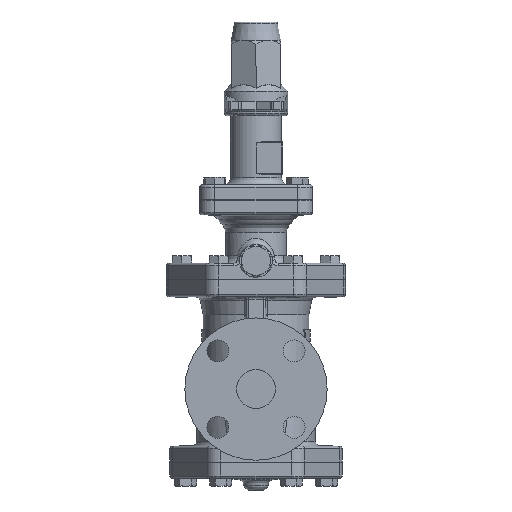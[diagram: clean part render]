
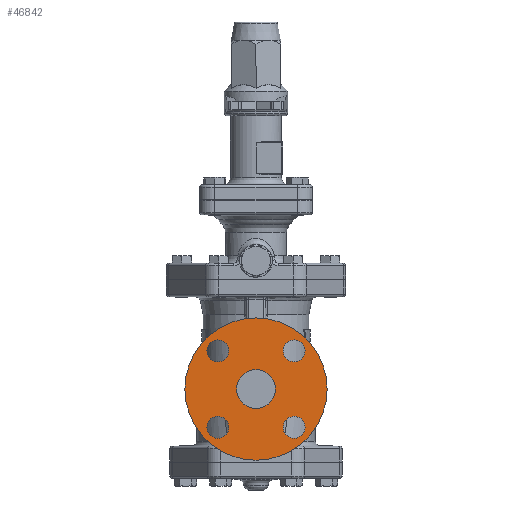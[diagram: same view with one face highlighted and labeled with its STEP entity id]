
A CAD part, left-side view. The second image highlights one B-rep face of the part: STEP entity #46842.
In plain terms, the highlighted planar face has unit normal (-1, 0, 0).
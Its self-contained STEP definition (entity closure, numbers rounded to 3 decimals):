
#45862=CARTESIAN_POINT('',(-103.0,0.,76.0));
#45863=VERTEX_POINT('',#45862);
#45864=CARTESIAN_POINT('',(-103.0,0.0,60.0));
#45865=DIRECTION('',(1.0,0.0,0.0));
#45866=DIRECTION('',(0.0,0.0,-1.0));
#45867=AXIS2_PLACEMENT_3D('',#45864,#45865,#45866);
#45868=CIRCLE('',#45867,16.0);
#45869=EDGE_CURVE('',#45863,#45863,#45868,.T.);
#45908=CARTESIAN_POINT('',(-103.,0.,118.5));
#45909=VERTEX_POINT('',#45908);
#45910=CARTESIAN_POINT('',(-103.0,0.0,60.0));
#45911=DIRECTION('',(1.0,0.0,0.0));
#45912=DIRECTION('',(0.0,0.0,-1.0));
#45913=AXIS2_PLACEMENT_3D('',#45910,#45911,#45912);
#45914=CIRCLE('',#45913,58.5);
#45915=EDGE_CURVE('',#45909,#45909,#45914,.T.);
#45952=CARTESIAN_POINT('',(-103.,40.431,91.431));
#45953=VERTEX_POINT('',#45952);
#45954=CARTESIAN_POINT('',(-103.0,31.431,91.431));
#45955=DIRECTION('',(1.0,0.0,0.0));
#45956=DIRECTION('',(0.0,1.0,0.0));
#45957=AXIS2_PLACEMENT_3D('',#45954,#45955,#45956);
#45958=CIRCLE('',#45957,9.0);
#45959=EDGE_CURVE('',#45953,#45953,#45958,.T.);
#45993=CARTESIAN_POINT('',(-103.,31.431,19.569));
#45994=VERTEX_POINT('',#45993);
#45995=CARTESIAN_POINT('',(-103.0,31.431,28.569));
#45996=DIRECTION('',(1.0,0.0,0.0));
#45997=DIRECTION('',(0.0,0.0,-1.0));
#45998=AXIS2_PLACEMENT_3D('',#45995,#45996,#45997);
#45999=CIRCLE('',#45998,9.0);
#46000=EDGE_CURVE('',#45994,#45994,#45999,.T.);
#46034=CARTESIAN_POINT('',(-103.,-40.431,28.569));
#46035=VERTEX_POINT('',#46034);
#46036=CARTESIAN_POINT('',(-103.0,-31.431,28.569));
#46037=DIRECTION('',(1.0,0.0,0.0));
#46038=DIRECTION('',(0.0,-1.0,0.0));
#46039=AXIS2_PLACEMENT_3D('',#46036,#46037,#46038);
#46040=CIRCLE('',#46039,9.0);
#46041=EDGE_CURVE('',#46035,#46035,#46040,.T.);
#46075=CARTESIAN_POINT('',(-103.,-31.431,100.431));
#46076=VERTEX_POINT('',#46075);
#46077=CARTESIAN_POINT('',(-103.0,-31.431,91.431));
#46078=DIRECTION('',(1.0,0.0,0.0));
#46079=DIRECTION('',(0.0,0.0,1.0));
#46080=AXIS2_PLACEMENT_3D('',#46077,#46078,#46079);
#46081=CIRCLE('',#46080,9.0);
#46082=EDGE_CURVE('',#46076,#46076,#46081,.T.);
#46819=CARTESIAN_POINT('',(-103.0,0.0,60.0));
#46820=DIRECTION('',(1.0,0.0,0.0));
#46821=DIRECTION('',(0.0,0.0,-1.0));
#46822=AXIS2_PLACEMENT_3D('',#46819,#46820,#46821);
#46823=PLANE('',#46822);
#46824=ORIENTED_EDGE('',*,*,#45915,.F.);
#46825=EDGE_LOOP('',(#46824));
#46826=FACE_OUTER_BOUND('',#46825,.T.);
#46827=ORIENTED_EDGE('',*,*,#45869,.T.);
#46828=EDGE_LOOP('',(#46827));
#46829=FACE_BOUND('',#46828,.T.);
#46830=ORIENTED_EDGE('',*,*,#45959,.T.);
#46831=EDGE_LOOP('',(#46830));
#46832=FACE_BOUND('',#46831,.T.);
#46833=ORIENTED_EDGE('',*,*,#46000,.T.);
#46834=EDGE_LOOP('',(#46833));
#46835=FACE_BOUND('',#46834,.T.);
#46836=ORIENTED_EDGE('',*,*,#46041,.T.);
#46837=EDGE_LOOP('',(#46836));
#46838=FACE_BOUND('',#46837,.T.);
#46839=ORIENTED_EDGE('',*,*,#46082,.T.);
#46840=EDGE_LOOP('',(#46839));
#46841=FACE_BOUND('',#46840,.T.);
#46842=ADVANCED_FACE('',(#46826,#46829,#46832,#46835,#46838,#46841),#46823,.F.);
